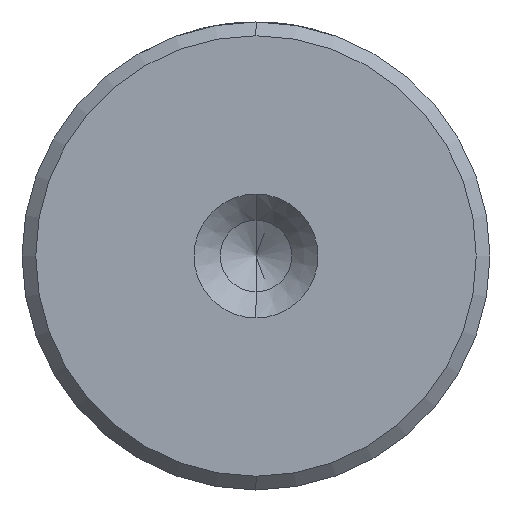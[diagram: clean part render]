
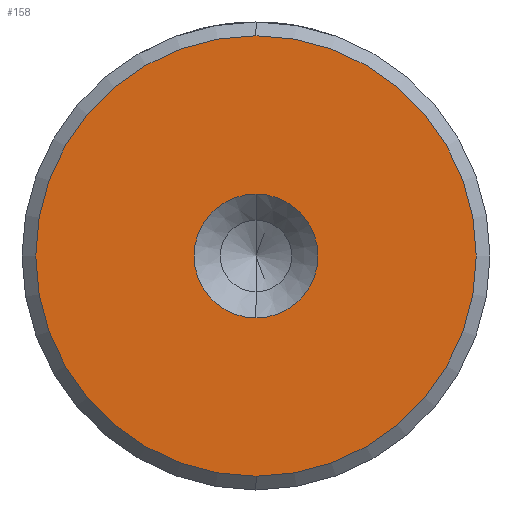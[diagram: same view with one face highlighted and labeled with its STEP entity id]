
A CAD part, left-side view. The second image highlights one B-rep face of the part: STEP entity #158.
In plain terms, the highlighted planar face has unit normal (-1, 0, 0).
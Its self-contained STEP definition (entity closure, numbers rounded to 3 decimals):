
#106 = DIRECTION ( 'NONE',  ( 0., 0., 1. ) ) ;
#119 = DIRECTION ( 'NONE',  ( -1., 0., 0. ) ) ;
#150 = AXIS2_PLACEMENT_3D ( 'NONE', #389, #1957, #623 ) ;
#158 = ADVANCED_FACE ( 'NONE', ( #1042, #380 ), #1450, .T. ) ;
#176 = ORIENTED_EDGE ( 'NONE', *, *, #1155, .F. ) ;
#226 = ORIENTED_EDGE ( 'NONE', *, *, #2252, .T. ) ;
#236 = ORIENTED_EDGE ( 'NONE', *, *, #2304, .F. ) ;
#327 = VERTEX_POINT ( 'NONE', #1610 ) ;
#344 = CARTESIAN_POINT ( 'NONE',  ( 0., 0., 0. ) ) ;
#372 = CARTESIAN_POINT ( 'NONE',  ( 0., 0., 0. ) ) ;
#380 = FACE_BOUND ( 'NONE', #751, .T. ) ;
#389 = CARTESIAN_POINT ( 'NONE',  ( 0., 0., 0. ) ) ;
#402 = CIRCLE ( 'NONE', #1847, 2.25 ) ;
#551 = DIRECTION ( 'NONE',  ( -1., 0., 0. ) ) ;
#575 = DIRECTION ( 'NONE',  ( 0., 0., 1. ) ) ;
#604 = DIRECTION ( 'NONE',  ( 0., 0., 1. ) ) ;
#623 = DIRECTION ( 'NONE',  ( 0., 0., 1. ) ) ;
#751 = EDGE_LOOP ( 'NONE', ( #176, #236 ) ) ;
#922 = VERTEX_POINT ( 'NONE', #2716 ) ;
#932 = CARTESIAN_POINT ( 'NONE',  ( 0., 0., 0. ) ) ;
#1034 = CARTESIAN_POINT ( 'NONE',  ( 0., 0., -8. ) ) ;
#1042 = FACE_OUTER_BOUND ( 'NONE', #2430, .T. ) ;
#1153 = VERTEX_POINT ( 'NONE', #1034 ) ;
#1155 = EDGE_CURVE ( 'NONE', #922, #327, #2326, .T. ) ;
#1402 = CIRCLE ( 'NONE', #150, 8. ) ;
#1450 = PLANE ( 'NONE',  #1741 ) ;
#1472 = VERTEX_POINT ( 'NONE', #2322 ) ;
#1544 = AXIS2_PLACEMENT_3D ( 'NONE', #1883, #551, #2111 ) ;
#1602 = EDGE_CURVE ( 'NONE', #1153, #1472, #1402, .T. ) ;
#1610 = CARTESIAN_POINT ( 'NONE',  ( 0., 0., -2.25 ) ) ;
#1664 = CIRCLE ( 'NONE', #1544, 8. ) ;
#1741 = AXIS2_PLACEMENT_3D ( 'NONE', #932, #119, #106 ) ;
#1836 = ORIENTED_EDGE ( 'NONE', *, *, #1602, .T. ) ;
#1847 = AXIS2_PLACEMENT_3D ( 'NONE', #344, #1914, #575 ) ;
#1883 = CARTESIAN_POINT ( 'NONE',  ( 0., 0., 0. ) ) ;
#1914 = DIRECTION ( 'NONE',  ( -1., 0., 0. ) ) ;
#1944 = DIRECTION ( 'NONE',  ( -1., 0., 0. ) ) ;
#1957 = DIRECTION ( 'NONE',  ( -1., 0., 0. ) ) ;
#1981 = AXIS2_PLACEMENT_3D ( 'NONE', #372, #1944, #604 ) ;
#2111 = DIRECTION ( 'NONE',  ( 0., 0., 1. ) ) ;
#2252 = EDGE_CURVE ( 'NONE', #1472, #1153, #1664, .T. ) ;
#2304 = EDGE_CURVE ( 'NONE', #327, #922, #402, .T. ) ;
#2322 = CARTESIAN_POINT ( 'NONE',  ( 0., 0., 8. ) ) ;
#2326 = CIRCLE ( 'NONE', #1981, 2.25 ) ;
#2430 = EDGE_LOOP ( 'NONE', ( #1836, #226 ) ) ;
#2716 = CARTESIAN_POINT ( 'NONE',  ( 0., 0., 2.25 ) ) ;
